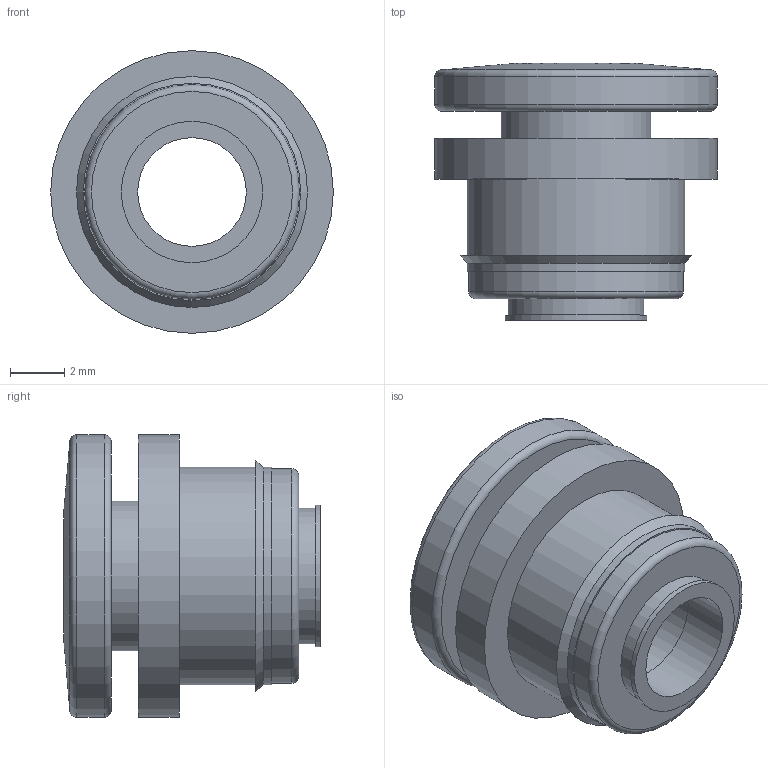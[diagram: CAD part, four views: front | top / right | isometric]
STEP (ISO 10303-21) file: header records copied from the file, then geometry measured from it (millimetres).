
FILE_DESCRIPTION(/* description */ (''),/* implementation_level */ '2;1');
FILE_NAME(/* name */ 'ECAS04.stp',/* time_stamp */ '2024-10-30T13:00:37-04:00',/* author */ ('caylo'),/* organization */ (''),/* preprocessor_version */ 'ST-DEVELOPER v19.2',/* originating_system */ 'Autodesk Inventor 2023',/* authorisation */ '');
FILE_SCHEMA (('AUTOMOTIVE_DESIGN { 1 0 10303 214 3 1 1 }'));
Length unit declared in the file: millimetre
Products named in the file (1): Part1
Bounding box: 10.4 x 9.46 x 10.4 mm (x, y, z)
Volume: 407.2 mm3; surface area: 626.4 mm2
Topology: 1 solids, 1 shells, 24 faces, 46 edges, 30 vertices
Faces by surface type: cylinder 10, plane 8, torus 4, cone 2
Full cylindrical faces by diameter (mm): 4 x2, 5 x1, 5.2 x1, 5.5 x1, 7.9 x1, 8 x2, 10.4 x2
Entity records: 725 total; most frequent: DIRECTION 130, CARTESIAN_POINT 101, ORIENTED_EDGE 92, AXIS2_PLACEMENT_3D 59, EDGE_CURVE 46, CIRCLE 34, EDGE_LOOP 32, VERTEX_POINT 30
